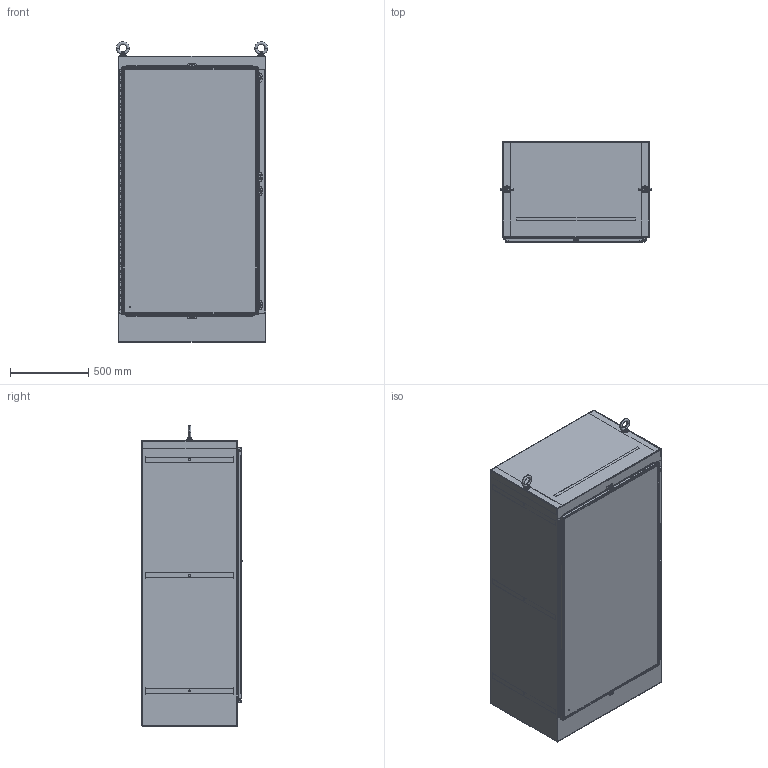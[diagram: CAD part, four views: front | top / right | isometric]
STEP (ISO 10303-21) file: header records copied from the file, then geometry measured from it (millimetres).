
FILE_DESCRIPTION (( 'STEP AP203' ), '1' );
FILE_NAME ('1418N4SSY24_Default.step', '2019-11-02T15:03:12', ( '' ), ( '' ), 'SwSTEP 2.0', 'SolidWorks 2019', '' );
FILE_SCHEMA (( 'CONFIG_CONTROL_DESIGN' ));
Products named in the file (1): 1418N4SSY24_Default
Bounding box: 968.21 x 642.87 x 1923.26 mm (x, y, z)
Volume: 19458212.3 mm3; surface area: 16245772.3 mm2
Topology: 53 solids, 54 shells, 2016 faces, 5466 edges, 3575 vertices
Faces by surface type: plane 1080, cylinder 840, bspline 60, cone 20, torus 16
Entity records: 72879 total; most frequent: CARTESIAN_POINT 20922, ORIENTED_EDGE 10908, DIRECTION 10882, EDGE_CURVE 5454, AXIS2_PLACEMENT_3D 3673, VERTEX_POINT 3575, VECTOR 3536, LINE 3536
